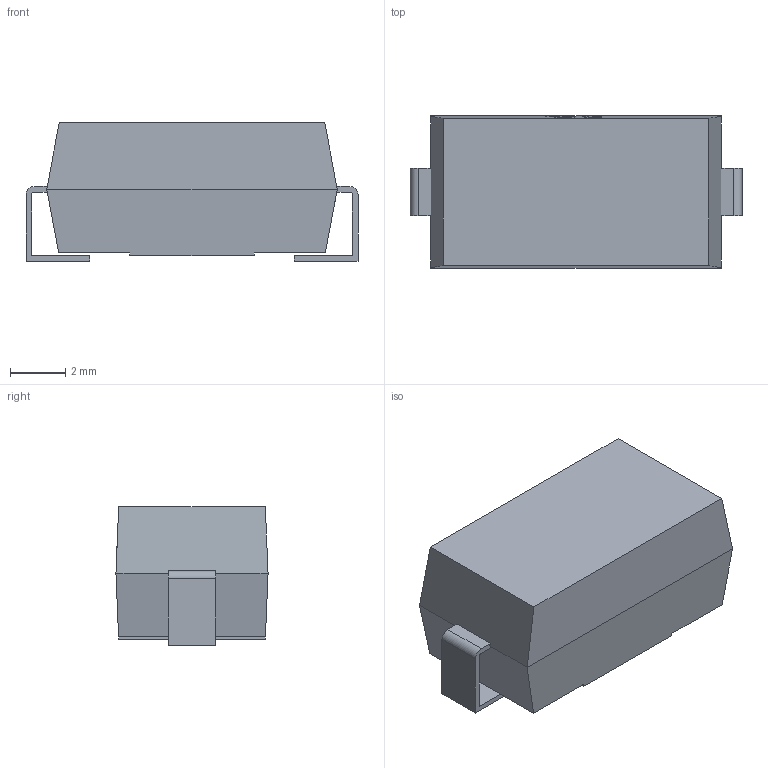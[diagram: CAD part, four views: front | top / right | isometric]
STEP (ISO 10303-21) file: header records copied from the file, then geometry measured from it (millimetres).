
FILE_DESCRIPTION (( 'STEP AP214' ), '1' );
FILE_NAME ('RES-SMD_L10.5-W5.5-H5.0-LS12.0.step', '2022-07-28T08:56:47', ( '' ), ( '' ), 'SwSTEP 2.0', 'SolidWorks 2020', '' );
FILE_SCHEMA (( 'AUTOMOTIVE_DESIGN' ));
Length unit declared in the file: millimetre
Products named in the file (1): RES-SMD_L10.5-W5.5-H5.0-LS12.0
Bounding box: 12 x 5.5 x 5 mm (x, y, z)
Volume: 261.4 mm3; surface area: 290.4 mm2
Topology: 1 solids, 1 shells, 260 faces, 713 edges, 474 vertices
Faces by surface type: plane 158, bspline 98, cylinder 4
Entity records: 11579 total; most frequent: CARTESIAN_POINT 2754, ORIENTED_EDGE 1426, DIRECTION 847, EDGE_CURVE 713, LINE 505, VECTOR 505, VERTEX_POINT 474, EDGE_LOOP 279
